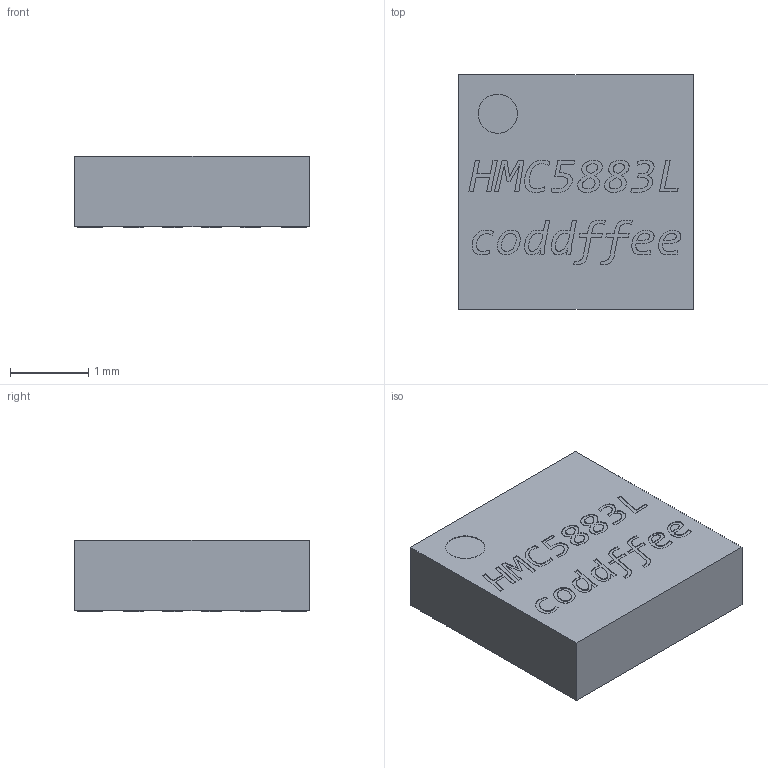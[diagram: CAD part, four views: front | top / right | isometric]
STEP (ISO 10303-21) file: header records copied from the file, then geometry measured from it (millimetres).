
FILE_DESCRIPTION (( 'STEP AP214' ), '1' );
FILE_NAME ('HMC5883L.STEP', '2022-04-17T06:31:46', ( '' ), ( '' ), 'SwSTEP 2.0', 'SolidWorks 2019', '' );
FILE_SCHEMA (( 'AUTOMOTIVE_DESIGN' ));
Length unit declared in the file: millimetre
Products named in the file (1): HMC5883L
Bounding box: 3 x 3 x 0.91 mm (x, y, z)
Volume: 8.1 mm3; surface area: 29.3 mm2
Topology: 1 solids, 1 shells, 340 faces, 888 edges, 592 vertices
Faces by surface type: plane 210, bspline 128, cylinder 2
Entity records: 17877 total; most frequent: CARTESIAN_POINT 9277, ORIENTED_EDGE 1776, DIRECTION 1062, EDGE_CURVE 888, LINE 628, VECTOR 628, VERTEX_POINT 592, EDGE_LOOP 382
